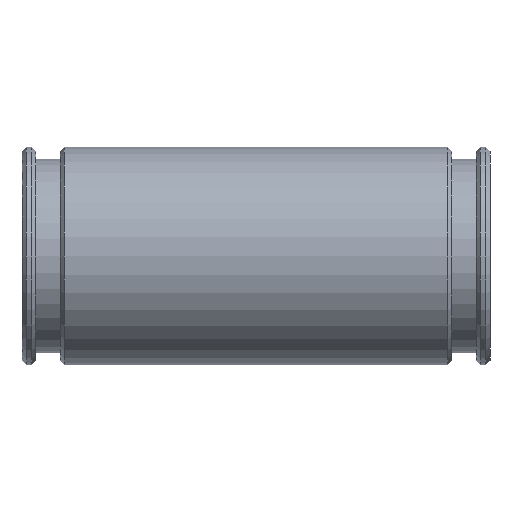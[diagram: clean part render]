
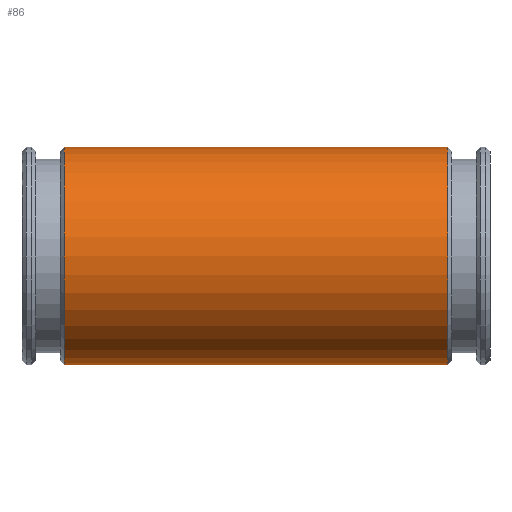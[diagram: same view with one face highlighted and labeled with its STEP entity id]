
A CAD part, front view. The second image highlights one B-rep face of the part: STEP entity #86.
In plain terms, the highlighted cylindrical face has radius 13.5 mm (diameter 27 mm), a full revolution.
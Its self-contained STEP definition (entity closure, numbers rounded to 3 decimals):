
#86 = ADVANCED_FACE( '', ( #189, #190 ), #191, .T. );
#189 = FACE_OUTER_BOUND( '', #292, .T. );
#190 = FACE_OUTER_BOUND( '', #293, .T. );
#191 = CYLINDRICAL_SURFACE( '', #294, 13.5 );
#292 = EDGE_LOOP( '', ( #427 ) );
#293 = EDGE_LOOP( '', ( #428 ) );
#294 = AXIS2_PLACEMENT_3D( '', #429, #430, #431 );
#427 = ORIENTED_EDGE( '', *, *, #482, .T. );
#428 = ORIENTED_EDGE( '', *, *, #499, .F. );
#429 = CARTESIAN_POINT( '', ( 29., 0., 0. ) );
#430 = DIRECTION( '', ( -1., 0., 0. ) );
#431 = DIRECTION( '', ( 0., 0., -1. ) );
#482 = EDGE_CURVE( '', #545, #545, #546, .T. );
#499 = EDGE_CURVE( '', #570, #570, #571, .T. );
#545 = VERTEX_POINT( '', #617 );
#546 = CIRCLE( '', #618, 13.5 );
#570 = VERTEX_POINT( '', #642 );
#571 = CIRCLE( '', #643, 13.5 );
#617 = CARTESIAN_POINT( '', ( 5.25, 0., -13.5 ) );
#618 = AXIS2_PLACEMENT_3D( '', #693, #694, #695 );
#642 = CARTESIAN_POINT( '', ( 52.75, 0., -13.5 ) );
#643 = AXIS2_PLACEMENT_3D( '', #717, #718, #719 );
#693 = CARTESIAN_POINT( '', ( 5.25, 0., 0. ) );
#694 = DIRECTION( '', ( 1., 0., 0. ) );
#695 = DIRECTION( '', ( 0., 0., -1. ) );
#717 = CARTESIAN_POINT( '', ( 52.75, 0., 0. ) );
#718 = DIRECTION( '', ( 1., 0., 0. ) );
#719 = DIRECTION( '', ( 0., 0., -1. ) );
